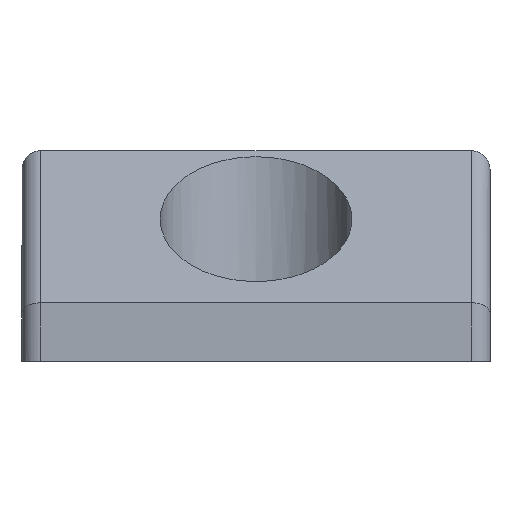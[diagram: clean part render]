
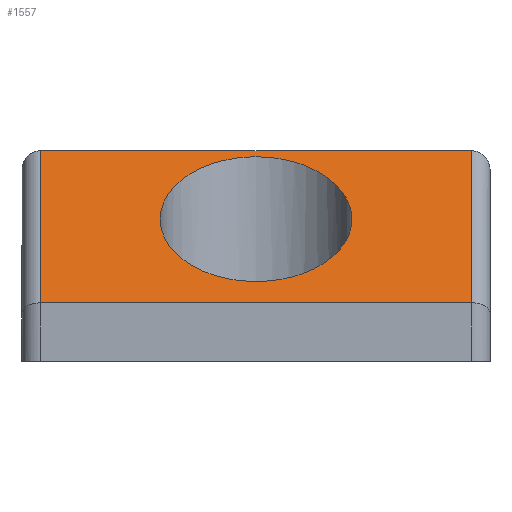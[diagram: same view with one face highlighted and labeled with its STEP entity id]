
A CAD part, left-side view. The second image highlights one B-rep face of the part: STEP entity #1557.
In plain terms, the highlighted planar face has unit normal (-0.545, 0, 0.838).
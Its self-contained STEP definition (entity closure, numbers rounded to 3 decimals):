
#242 = CYLINDRICAL_SURFACE('',#243,0.8);
#243 = AXIS2_PLACEMENT_3D('',#244,#245,#246);
#244 = CARTESIAN_POINT('',(-98.564,0.8,-22.171));
#245 = DIRECTION('',(0.838,0.,0.545));
#246 = DIRECTION('',(0.,-1.,0.));
#727 = VERTEX_POINT('',#728);
#728 = CARTESIAN_POINT('',(-89.,0.8,-15.));
#772 = PLANE('',#773);
#773 = AXIS2_PLACEMENT_3D('',#774,#775,#776);
#774 = CARTESIAN_POINT('',(-99.,0.,-15.));
#775 = DIRECTION('',(0.,0.,1.));
#776 = DIRECTION('',(1.,0.,0.));
#840 = VERTEX_POINT('',#841);
#841 = CARTESIAN_POINT('',(-99.,0.8,-21.5));
#873 = EDGE_CURVE('',#840,#727,#874,.T.);
#874 = SURFACE_CURVE('',#875,(#879,#886),.PCURVE_S1.);
#875 = LINE('',#876,#877);
#876 = CARTESIAN_POINT('',(-99.,0.8,-21.5));
#877 = VECTOR('',#878,1.);
#878 = DIRECTION('',(0.838,0.,0.545));
#879 = PCURVE('',#242,#880);
#880 = DEFINITIONAL_REPRESENTATION('',(#881),#885);
#881 = LINE('',#882,#883);
#882 = CARTESIAN_POINT('',(-1.571,0.));
#883 = VECTOR('',#884,1.);
#884 = DIRECTION('',(-0.,1.));
#885 = ( GEOMETRIC_REPRESENTATION_CONTEXT(2) 
PARAMETRIC_REPRESENTATION_CONTEXT() REPRESENTATION_CONTEXT('2D SPACE',''
  ) );
#886 = PCURVE('',#887,#892);
#887 = PLANE('',#888);
#888 = AXIS2_PLACEMENT_3D('',#889,#890,#891);
#889 = CARTESIAN_POINT('',(-94.,0.,-18.25));
#890 = DIRECTION('',(0.545,0.,-0.838));
#891 = DIRECTION('',(0.,1.,0.));
#892 = DEFINITIONAL_REPRESENTATION('',(#893),#897);
#893 = LINE('',#894,#895);
#894 = CARTESIAN_POINT('',(0.8,-5.963));
#895 = VECTOR('',#896,1.);
#896 = DIRECTION('',(0.,1.));
#897 = ( GEOMETRIC_REPRESENTATION_CONTEXT(2) 
PARAMETRIC_REPRESENTATION_CONTEXT() REPRESENTATION_CONTEXT('2D SPACE',''
  ) );
#995 = PLANE('',#996);
#996 = AXIS2_PLACEMENT_3D('',#997,#998,#999);
#997 = CARTESIAN_POINT('',(-99.,0.,-24.));
#998 = DIRECTION('',(1.,0.,0.));
#999 = DIRECTION('',(0.,0.,1.));
#1171 = CYLINDRICAL_SURFACE('',#1172,0.8);
#1172 = AXIS2_PLACEMENT_3D('',#1173,#1174,#1175);
#1173 = CARTESIAN_POINT('',(-98.564,19.2,-22.171));
#1174 = DIRECTION('',(0.838,0.,0.545));
#1175 = DIRECTION('',(-0.545,-0.,0.838));
#1512 = EDGE_CURVE('',#727,#1513,#1515,.T.);
#1513 = VERTEX_POINT('',#1514);
#1514 = CARTESIAN_POINT('',(-89.,19.2,-15.));
#1515 = SURFACE_CURVE('',#1516,(#1520,#1527),.PCURVE_S1.);
#1516 = LINE('',#1517,#1518);
#1517 = CARTESIAN_POINT('',(-89.,0.,-15.));
#1518 = VECTOR('',#1519,1.);
#1519 = DIRECTION('',(0.,1.,0.));
#1520 = PCURVE('',#772,#1521);
#1521 = DEFINITIONAL_REPRESENTATION('',(#1522),#1526);
#1522 = LINE('',#1523,#1524);
#1523 = CARTESIAN_POINT('',(10.,0.));
#1524 = VECTOR('',#1525,1.);
#1525 = DIRECTION('',(0.,1.));
#1526 = ( GEOMETRIC_REPRESENTATION_CONTEXT(2) 
PARAMETRIC_REPRESENTATION_CONTEXT() REPRESENTATION_CONTEXT('2D SPACE',''
  ) );
#1527 = PCURVE('',#887,#1528);
#1528 = DEFINITIONAL_REPRESENTATION('',(#1529),#1533);
#1529 = LINE('',#1530,#1531);
#1530 = CARTESIAN_POINT('',(0.,5.963));
#1531 = VECTOR('',#1532,1.);
#1532 = DIRECTION('',(1.,0.));
#1533 = ( GEOMETRIC_REPRESENTATION_CONTEXT(2) 
PARAMETRIC_REPRESENTATION_CONTEXT() REPRESENTATION_CONTEXT('2D SPACE',''
  ) );
#1557 = ADVANCED_FACE('',(#1558,#1606),#887,.F.);
#1558 = FACE_BOUND('',#1559,.F.);
#1559 = EDGE_LOOP('',(#1560,#1583,#1604,#1605));
#1560 = ORIENTED_EDGE('',*,*,#1561,.T.);
#1561 = EDGE_CURVE('',#840,#1562,#1564,.T.);
#1562 = VERTEX_POINT('',#1563);
#1563 = CARTESIAN_POINT('',(-99.,19.2,-21.5));
#1564 = SURFACE_CURVE('',#1565,(#1569,#1576),.PCURVE_S1.);
#1565 = LINE('',#1566,#1567);
#1566 = CARTESIAN_POINT('',(-99.,0.,-21.5));
#1567 = VECTOR('',#1568,1.);
#1568 = DIRECTION('',(0.,1.,0.));
#1569 = PCURVE('',#887,#1570);
#1570 = DEFINITIONAL_REPRESENTATION('',(#1571),#1575);
#1571 = LINE('',#1572,#1573);
#1572 = CARTESIAN_POINT('',(0.,-5.963));
#1573 = VECTOR('',#1574,1.);
#1574 = DIRECTION('',(1.,0.));
#1575 = ( GEOMETRIC_REPRESENTATION_CONTEXT(2) 
PARAMETRIC_REPRESENTATION_CONTEXT() REPRESENTATION_CONTEXT('2D SPACE',''
  ) );
#1576 = PCURVE('',#995,#1577);
#1577 = DEFINITIONAL_REPRESENTATION('',(#1578),#1582);
#1578 = LINE('',#1579,#1580);
#1579 = CARTESIAN_POINT('',(2.5,0.));
#1580 = VECTOR('',#1581,1.);
#1581 = DIRECTION('',(0.,-1.));
#1582 = ( GEOMETRIC_REPRESENTATION_CONTEXT(2) 
PARAMETRIC_REPRESENTATION_CONTEXT() REPRESENTATION_CONTEXT('2D SPACE',''
  ) );
#1583 = ORIENTED_EDGE('',*,*,#1584,.T.);
#1584 = EDGE_CURVE('',#1562,#1513,#1585,.T.);
#1585 = SURFACE_CURVE('',#1586,(#1590,#1597),.PCURVE_S1.);
#1586 = LINE('',#1587,#1588);
#1587 = CARTESIAN_POINT('',(-99.,19.2,-21.5));
#1588 = VECTOR('',#1589,1.);
#1589 = DIRECTION('',(0.838,0.,0.545));
#1590 = PCURVE('',#887,#1591);
#1591 = DEFINITIONAL_REPRESENTATION('',(#1592),#1596);
#1592 = LINE('',#1593,#1594);
#1593 = CARTESIAN_POINT('',(19.2,-5.963));
#1594 = VECTOR('',#1595,1.);
#1595 = DIRECTION('',(0.,1.));
#1596 = ( GEOMETRIC_REPRESENTATION_CONTEXT(2) 
PARAMETRIC_REPRESENTATION_CONTEXT() REPRESENTATION_CONTEXT('2D SPACE',''
  ) );
#1597 = PCURVE('',#1171,#1598);
#1598 = DEFINITIONAL_REPRESENTATION('',(#1599),#1603);
#1599 = LINE('',#1600,#1601);
#1600 = CARTESIAN_POINT('',(-0.,0.));
#1601 = VECTOR('',#1602,1.);
#1602 = DIRECTION('',(-0.,1.));
#1603 = ( GEOMETRIC_REPRESENTATION_CONTEXT(2) 
PARAMETRIC_REPRESENTATION_CONTEXT() REPRESENTATION_CONTEXT('2D SPACE',''
  ) );
#1604 = ORIENTED_EDGE('',*,*,#1512,.F.);
#1605 = ORIENTED_EDGE('',*,*,#873,.F.);
#1606 = FACE_BOUND('',#1607,.F.);
#1607 = EDGE_LOOP('',(#1608));
#1608 = ORIENTED_EDGE('',*,*,#1609,.F.);
#1609 = EDGE_CURVE('',#1610,#1610,#1612,.T.);
#1610 = VERTEX_POINT('',#1611);
#1611 = CARTESIAN_POINT('',(-89.4,10.,-15.26));
#1612 = SURFACE_CURVE('',#1613,(#1618,#1625),.PCURVE_S1.);
#1613 = ELLIPSE('',#1614,4.89,4.1);
#1614 = AXIS2_PLACEMENT_3D('',#1615,#1616,#1617);
#1615 = CARTESIAN_POINT('',(-93.5,10.,-17.925));
#1616 = DIRECTION('',(0.545,0.,-0.838));
#1617 = DIRECTION('',(0.838,0.,0.545));
#1618 = PCURVE('',#887,#1619);
#1619 = DEFINITIONAL_REPRESENTATION('',(#1620),#1624);
#1620 = ELLIPSE('',#1621,4.89,4.1);
#1621 = AXIS2_PLACEMENT_2D('',#1622,#1623);
#1622 = CARTESIAN_POINT('',(10.,0.596));
#1623 = DIRECTION('',(0.,1.));
#1624 = ( GEOMETRIC_REPRESENTATION_CONTEXT(2) 
PARAMETRIC_REPRESENTATION_CONTEXT() REPRESENTATION_CONTEXT('2D SPACE',''
  ) );
#1625 = PCURVE('',#1626,#1631);
#1626 = CYLINDRICAL_SURFACE('',#1627,4.1);
#1627 = AXIS2_PLACEMENT_3D('',#1628,#1629,#1630);
#1628 = CARTESIAN_POINT('',(-93.5,10.,-21.));
#1629 = DIRECTION('',(0.,0.,1.));
#1630 = DIRECTION('',(1.,0.,0.));
#1631 = DEFINITIONAL_REPRESENTATION('',(#1632),#1663);
#1632 = B_SPLINE_CURVE_WITH_KNOTS('',8,(#1633,#1634,#1635,#1636,#1637,
    #1638,#1639,#1640,#1641,#1642,#1643,#1644,#1645,#1646,#1647,#1648,
    #1649,#1650,#1651,#1652,#1653,#1654,#1655,#1656,#1657,#1658,#1659,
    #1660,#1661,#1662),.UNSPECIFIED.,.F.,.F.,(9,7,7,7,9),(0.,
    1.571,2.749,4.516,6.283),
  .UNSPECIFIED.);
#1633 = CARTESIAN_POINT('',(6.283,5.74));
#1634 = CARTESIAN_POINT('',(6.087,5.74));
#1635 = CARTESIAN_POINT('',(5.89,5.623));
#1636 = CARTESIAN_POINT('',(5.694,5.388));
#1637 = CARTESIAN_POINT('',(5.498,5.045));
#1638 = CARTESIAN_POINT('',(5.301,4.614));
#1639 = CARTESIAN_POINT('',(5.105,4.122));
#1640 = CARTESIAN_POINT('',(4.909,3.598));
#1641 = CARTESIAN_POINT('',(4.565,2.683));
#1642 = CARTESIAN_POINT('',(4.418,2.29));
#1643 = CARTESIAN_POINT('',(4.271,1.911));
#1644 = CARTESIAN_POINT('',(4.123,1.557));
#1645 = CARTESIAN_POINT('',(3.976,1.242));
#1646 = CARTESIAN_POINT('',(3.829,0.974));
#1647 = CARTESIAN_POINT('',(3.682,0.763));
#1648 = CARTESIAN_POINT('',(3.313,0.388));
#1649 = CARTESIAN_POINT('',(3.093,0.3));
#1650 = CARTESIAN_POINT('',(2.872,0.366));
#1651 = CARTESIAN_POINT('',(2.651,0.588));
#1652 = CARTESIAN_POINT('',(2.43,0.953));
#1653 = CARTESIAN_POINT('',(2.209,1.429));
#1654 = CARTESIAN_POINT('',(1.988,1.978));
#1655 = CARTESIAN_POINT('',(1.546,3.132));
#1656 = CARTESIAN_POINT('',(1.325,3.739));
#1657 = CARTESIAN_POINT('',(1.104,4.331));
#1658 = CARTESIAN_POINT('',(0.884,4.864));
#1659 = CARTESIAN_POINT('',(0.663,5.294));
#1660 = CARTESIAN_POINT('',(0.442,5.591));
#1661 = CARTESIAN_POINT('',(0.221,5.74));
#1662 = CARTESIAN_POINT('',(0.,5.74));
#1663 = ( GEOMETRIC_REPRESENTATION_CONTEXT(2) 
PARAMETRIC_REPRESENTATION_CONTEXT() REPRESENTATION_CONTEXT('2D SPACE',''
  ) );
